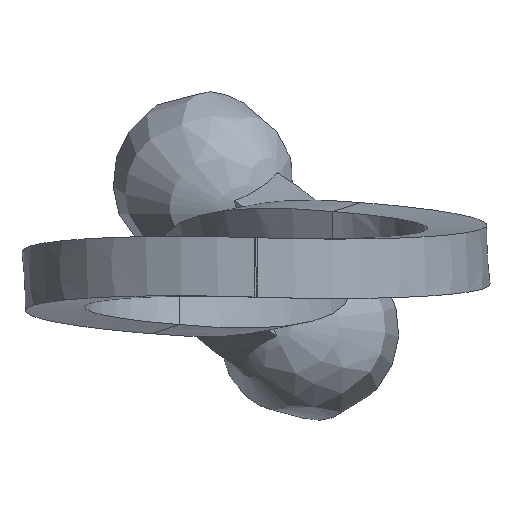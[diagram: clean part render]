
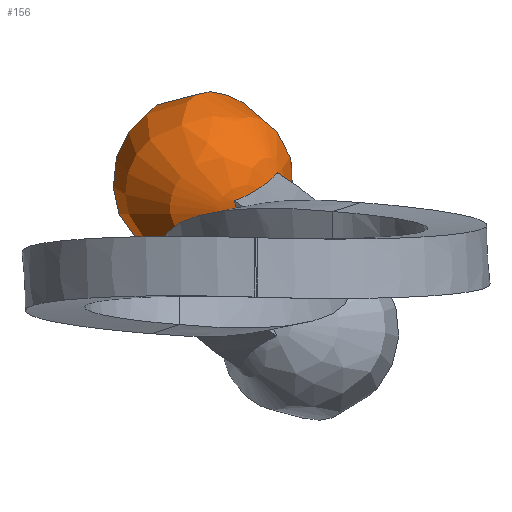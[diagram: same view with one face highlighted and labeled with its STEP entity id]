
A CAD part, top view. The second image highlights one B-rep face of the part: STEP entity #156.
In plain terms, the highlighted free-form (B-spline) face has degree [2, 2] with [6, 6] control points.
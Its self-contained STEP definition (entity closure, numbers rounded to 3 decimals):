
#44=CARTESIAN_POINT('',(-0.172,1.253,-17.48));
#45=CARTESIAN_POINT('',(-0.289,1.263,-17.388));
#46=CARTESIAN_POINT('',(-0.465,1.491,-17.148));
#47=CARTESIAN_POINT('',(-0.347,1.912,-17.039));
#48=CARTESIAN_POINT('',(-0.054,2.105,-17.169));
#49=CARTESIAN_POINT('',(0.064,2.097,-17.261));
#50=CARTESIAN_POINT('',(-0.223,1.128,-17.533));
#51=CARTESIAN_POINT('',(-0.42,1.08,-17.422));
#52=CARTESIAN_POINT('',(-0.885,1.345,-16.992));
#53=CARTESIAN_POINT('',(-0.659,2.155,-16.782));
#54=CARTESIAN_POINT('',(-0.074,2.32,-17.1));
#55=CARTESIAN_POINT('',(0.087,2.24,-17.244));
#56=CARTESIAN_POINT('',(-0.179,0.876,-17.796));
#57=CARTESIAN_POINT('',(-0.521,0.546,-17.828));
#58=CARTESIAN_POINT('',(-11.343,-4.211,-17.046));
#59=CARTESIAN_POINT('',(-6.975,11.427,-12.988));
#60=CARTESIAN_POINT('',(0.151,2.953,-17.204));
#61=CARTESIAN_POINT('',(0.281,2.526,-17.367));
#62=CARTESIAN_POINT('',(0.122,0.876,-18.12));
#63=CARTESIAN_POINT('',(0.065,0.546,-18.458));
#64=CARTESIAN_POINT('',(0.047,-4.211,-29.309));
#65=CARTESIAN_POINT('',(4.416,11.427,-25.251));
#66=CARTESIAN_POINT('',(0.737,2.953,-17.834));
#67=CARTESIAN_POINT('',(0.583,2.526,-17.692));
#68=CARTESIAN_POINT('',(0.381,1.127,-18.183));
#69=CARTESIAN_POINT('',(0.477,1.08,-18.388));
#70=CARTESIAN_POINT('',(0.871,1.344,-18.885));
#71=CARTESIAN_POINT('',(1.098,2.157,-18.674));
#72=CARTESIAN_POINT('',(0.824,2.321,-18.066));
#73=CARTESIAN_POINT('',(0.692,2.24,-17.895));
#74=CARTESIAN_POINT('',(0.437,1.252,-18.136));
#75=CARTESIAN_POINT('',(0.521,1.261,-18.26));
#76=CARTESIAN_POINT('',(0.748,1.49,-18.455));
#77=CARTESIAN_POINT('',(0.866,1.913,-18.345));
#78=CARTESIAN_POINT('',(0.757,2.106,-18.041));
#79=CARTESIAN_POINT('',(0.673,2.098,-17.917));
#87=(BOUNDED_SURFACE()B_SPLINE_SURFACE(2,2,((#44,#50,#56,#62,#68,#74),(#45,#51,#57,#63,#69,#75),(#46,#52,#58,#64,#70,#76),(#47,#53,#59,#65,#71,#77),(#48,#54,#60,#66,#72,#78),(#49,#55,#61,#67,#73,#79)),.UNSPECIFIED.,.F.,.F.,.U.)B_SPLINE_SURFACE_WITH_KNOTS((3,1,1,1,3),(3,1,1,1,3),(0.0,2.953,5.926,8.899,11.844),(0.0,2.9,5.873,8.846,11.727),.UNSPECIFIED.)GEOMETRIC_REPRESENTATION_ITEM()RATIONAL_B_SPLINE_SURFACE(((73.936,56.089,37.795,37.795,56.03,73.703),(55.599,37.753,19.459,19.459,37.694,55.367),(37.14,19.294,1.0,1.0,19.235,36.908),(37.14,19.294,1.0,1.0,19.235,36.908),(55.575,37.729,19.435,19.435,37.67,55.343),(73.84,55.994,37.7,37.7,55.935,73.608)))REPRESENTATION_ITEM('')SURFACE());
#88=CARTESIAN_POINT('',(0.641,2.914,-17.805));
#89=VERTEX_POINT('',#88);
#90=CARTESIAN_POINT('',(0.856,1.472,-18.866));
#91=VERTEX_POINT('',#90);
#92=CARTESIAN_POINT('',(0.641,2.914,-17.805));
#93=CARTESIAN_POINT('',(0.692,2.776,-17.852));
#94=CARTESIAN_POINT('',(0.735,2.639,-17.91));
#95=CARTESIAN_POINT('',(0.805,2.372,-18.049));
#96=CARTESIAN_POINT('',(0.832,2.245,-18.129));
#97=CARTESIAN_POINT('',(0.859,2.062,-18.264));
#98=CARTESIAN_POINT('',(0.867,2.002,-18.311));
#99=CARTESIAN_POINT('',(0.876,1.886,-18.411));
#100=CARTESIAN_POINT('',(0.879,1.829,-18.464));
#101=CARTESIAN_POINT('',(0.881,1.665,-18.627));
#102=CARTESIAN_POINT('',(0.873,1.564,-18.743));
#103=CARTESIAN_POINT('',(0.856,1.472,-18.866));
#104=B_SPLINE_CURVE_WITH_KNOTS('',3,(#92,#93,#94,#95,#96,#97,#98,#99,#100,#101,#102,#103),.UNSPECIFIED.,.F.,.U.,(4,2,2,2,2,4),(0.,0.25,0.5,0.625,0.75,1.0),.UNSPECIFIED.);
#105=EDGE_CURVE('',#89,#91,#104,.T.);
#106=ORIENTED_EDGE('',*,*,#105,.T.);
#107=CARTESIAN_POINT('',(-0.434,0.609,-17.927));
#108=VERTEX_POINT('',#107);
#109=CARTESIAN_POINT('',(0.856,1.472,-18.866));
#110=CARTESIAN_POINT('',(0.79,1.385,-18.753));
#111=CARTESIAN_POINT('',(0.713,1.302,-18.649));
#112=CARTESIAN_POINT('',(0.536,1.142,-18.455));
#113=CARTESIAN_POINT('',(0.437,1.065,-18.366));
#114=CARTESIAN_POINT('',(0.27,0.953,-18.244));
#115=CARTESIAN_POINT('',(0.213,0.918,-18.207));
#116=CARTESIAN_POINT('',(0.094,0.849,-18.136));
#117=CARTESIAN_POINT('',(0.032,0.816,-18.104));
#118=CARTESIAN_POINT('',(-0.158,0.72,-18.014));
#119=CARTESIAN_POINT('',(-0.292,0.662,-17.965));
#120=CARTESIAN_POINT('',(-0.434,0.609,-17.927));
#121=B_SPLINE_CURVE_WITH_KNOTS('',3,(#109,#110,#111,#112,#113,#114,#115,#116,#117,#118,#119,#120),.UNSPECIFIED.,.F.,.U.,(4,2,2,2,2,4),(0.0,0.25,0.5,0.625,0.75,1.),.UNSPECIFIED.);
#122=EDGE_CURVE('',#91,#108,#121,.T.);
#123=ORIENTED_EDGE('',*,*,#122,.T.);
#124=CARTESIAN_POINT('',(-0.659,2.056,-16.873));
#125=VERTEX_POINT('',#124);
#126=CARTESIAN_POINT('',(-0.434,0.609,-17.927));
#127=CARTESIAN_POINT('',(-0.421,0.704,-17.806));
#128=CARTESIAN_POINT('',(-0.417,0.807,-17.693));
#129=CARTESIAN_POINT('',(-0.425,1.025,-17.482));
#130=CARTESIAN_POINT('',(-0.436,1.141,-17.384));
#131=CARTESIAN_POINT('',(-0.475,1.388,-17.203));
#132=CARTESIAN_POINT('',(-0.502,1.517,-17.123));
#133=CARTESIAN_POINT('',(-0.57,1.782,-16.982));
#134=CARTESIAN_POINT('',(-0.61,1.918,-16.922));
#135=CARTESIAN_POINT('',(-0.659,2.056,-16.873));
#136=B_SPLINE_CURVE_WITH_KNOTS('',3,(#126,#127,#128,#129,#130,#131,#132,#133,#134,#135),.UNSPECIFIED.,.F.,.U.,(4,2,2,2,4),(0.,0.25,0.5,0.75,1.),.UNSPECIFIED.);
#137=EDGE_CURVE('',#108,#125,#136,.T.);
#138=ORIENTED_EDGE('',*,*,#137,.T.);
#139=CARTESIAN_POINT('',(-0.659,2.056,-16.873));
#140=CARTESIAN_POINT('',(-0.518,2.109,-16.913));
#141=CARTESIAN_POINT('',(-0.384,2.168,-16.962));
#142=CARTESIAN_POINT('',(-0.129,2.297,-17.083));
#143=CARTESIAN_POINT('',(-0.01,2.366,-17.153));
#144=CARTESIAN_POINT('',(0.154,2.474,-17.271));
#145=CARTESIAN_POINT('',(0.207,2.511,-17.313));
#146=CARTESIAN_POINT('',(0.308,2.587,-17.4));
#147=CARTESIAN_POINT('',(0.356,2.626,-17.447));
#148=CARTESIAN_POINT('',(0.493,2.746,-17.591));
#149=CARTESIAN_POINT('',(0.573,2.829,-17.695));
#150=CARTESIAN_POINT('',(0.641,2.914,-17.805));
#151=B_SPLINE_CURVE_WITH_KNOTS('',3,(#139,#140,#141,#142,#143,#144,#145,#146,#147,#148,#149,#150),.UNSPECIFIED.,.F.,.U.,(4,2,2,2,2,4),(0.,0.25,0.5,0.625,0.75,1.),.UNSPECIFIED.);
#152=EDGE_CURVE('',#125,#89,#151,.T.);
#153=ORIENTED_EDGE('',*,*,#152,.T.);
#154=EDGE_LOOP('',(#106,#123,#138,#153));
#155=FACE_OUTER_BOUND('',#154,.T.);
#156=ADVANCED_FACE('',(#155),#87,.T.);
